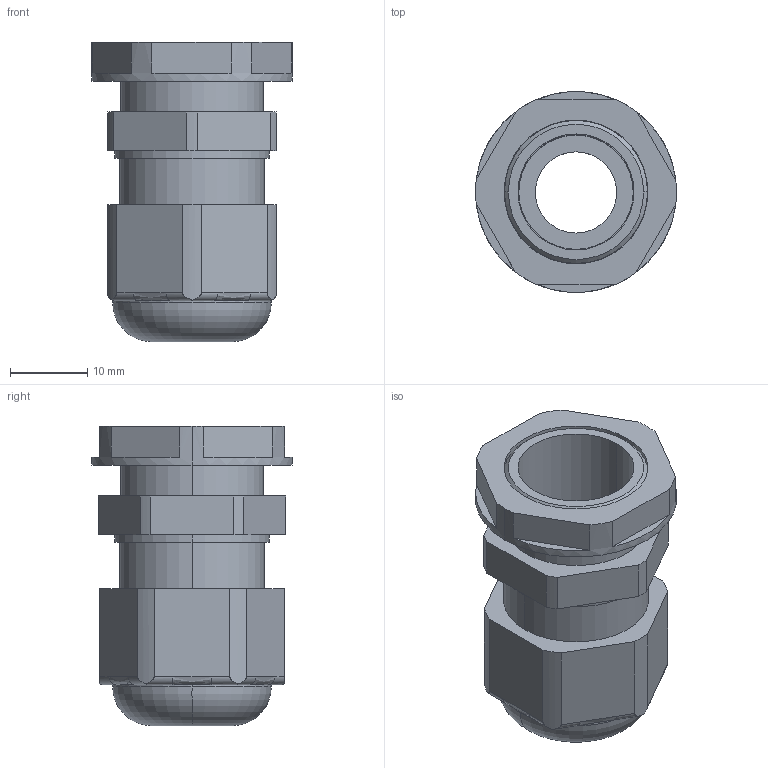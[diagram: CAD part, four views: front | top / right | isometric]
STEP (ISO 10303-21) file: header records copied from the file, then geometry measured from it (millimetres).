
FILE_DESCRIPTION (( 'STEP AP214' ), '1' );
FILE_NAME ('PE_PG11.STEP', '2017-07-12T15:49:48', ( 'UTILISATEUR' ), ( 'Hewlett-Packard Company' ), 'SwSTEP 2.0', 'SolidWorks 2016', '' );
FILE_SCHEMA (( 'AUTOMOTIVE_DESIGN' ));
Length unit declared in the file: millimetre
Products named in the file (1): PE_PG11
Bounding box: 26 x 26 x 38.7 mm (x, y, z)
Volume: 7523.5 mm3; surface area: 6275.5 mm2
Topology: 2 solids, 2 shells, 136 faces, 348 edges, 226 vertices
Faces by surface type: plane 68, cylinder 42, bspline 22, torus 2, cone 2
Entity records: 5881 total; most frequent: CARTESIAN_POINT 2101, ORIENTED_EDGE 696, DIRECTION 616, EDGE_CURVE 348, VERTEX_POINT 226, AXIS2_PLACEMENT_3D 209, VECTOR 198, LINE 198
